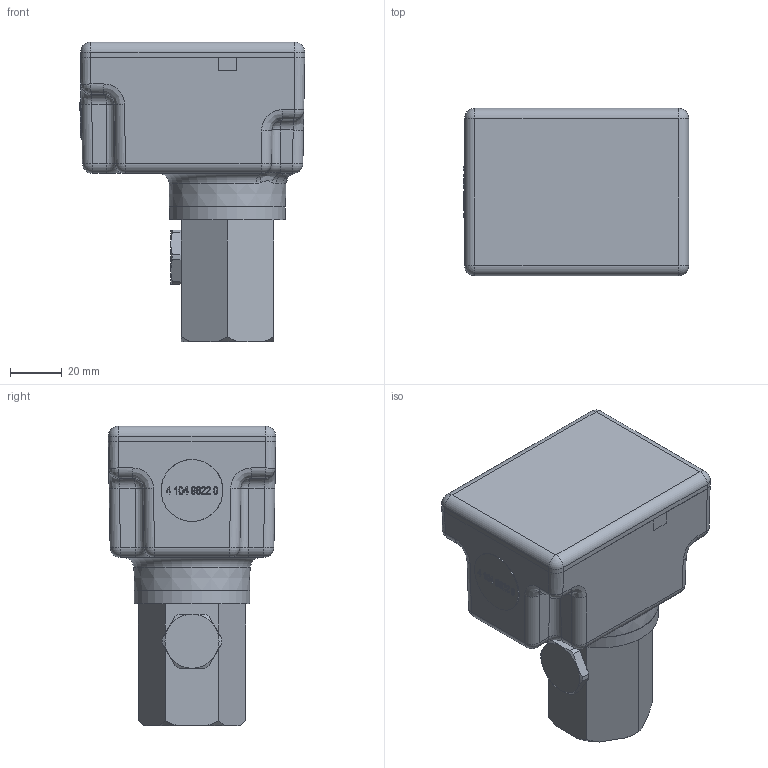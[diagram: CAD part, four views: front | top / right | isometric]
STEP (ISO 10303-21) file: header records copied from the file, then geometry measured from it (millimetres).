
FILE_DESCRIPTION(/* description */ (''),/* implementation_level */ '2;1');
FILE_NAME(/* name */ '',/* time_stamp */ '2015-12-02T13:28:16+01:00',/* author */ (''),/* organization */ (''),/* preprocessor_version */ 'ST-DEVELOPER v15',/* originating_system */ 'SIEMENS PLM Software NX 8.5',/* authorisation */ '');
FILE_SCHEMA (('AUTOMOTIVE_DESIGN { 1 0 10303 214 3 1 1 1 }'));
Length unit declared in the file: millimetre
Products named in the file (1): birk172C4A96q8wa
Bounding box: 87.5 x 65 x 116.4 mm (x, y, z)
Volume: 352579.7 mm3; surface area: 54263.1 mm2
Topology: 5 solids, 5 shells, 262 faces, 619 edges, 366 vertices
Faces by surface type: plane 114, cylinder 53, extrusion 28, cone 24, bspline 24, sphere 12, torus 7
Full cylindrical faces by diameter (mm): 24 x1, 35 x1, 45 x1
Entity records: 11558 total; most frequent: CARTESIAN_POINT 6069, ORIENTED_EDGE 1174, DIRECTION 971, EDGE_CURVE 587, VERTEX_POINT 362, AXIS2_PLACEMENT_3D 353, EDGE_LOOP 289, VECTOR 265
